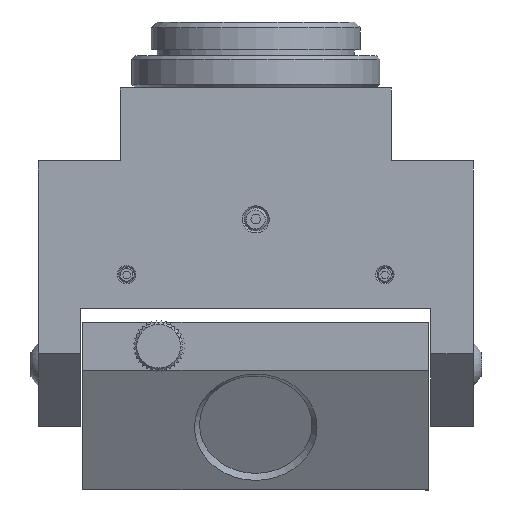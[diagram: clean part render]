
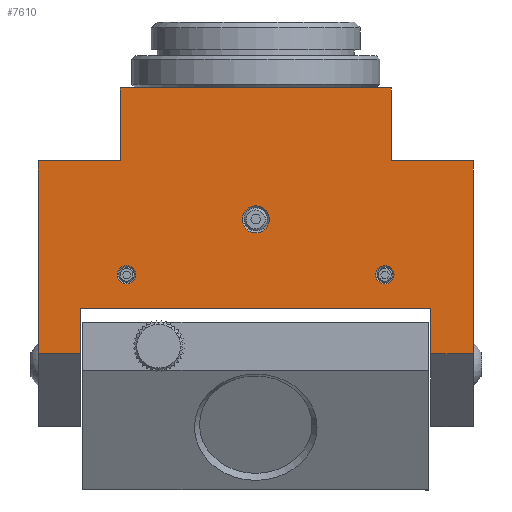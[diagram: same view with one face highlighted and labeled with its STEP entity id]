
A CAD part, front view. The second image highlights one B-rep face of the part: STEP entity #7610.
In plain terms, the highlighted planar face has unit normal (0, -1, 0).
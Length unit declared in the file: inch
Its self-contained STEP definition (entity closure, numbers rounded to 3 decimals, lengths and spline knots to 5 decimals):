
#4626=CARTESIAN_POINT('',(1.2,-0.97,1.243));
#4627=VERTEX_POINT('',#4626);
#4660=CARTESIAN_POINT('',(1.2,-0.97,0.934));
#4661=VERTEX_POINT('',#4660);
#4668=CARTESIAN_POINT('',(1.2,-0.97,1.243));
#4669=DIRECTION('',(0.0,0.0,-1.0));
#4670=VECTOR('',#4669,0.309);
#4671=LINE('',#4668,#4670);
#4672=EDGE_CURVE('',#4627,#4661,#4671,.T.);
#5203=CARTESIAN_POINT('',(1.49,-0.97,2.254));
#5204=VERTEX_POINT('',#5203);
#5211=CARTESIAN_POINT('',(1.49,-0.97,0.934));
#5212=VERTEX_POINT('',#5211);
#5213=CARTESIAN_POINT('',(1.49,-0.97,2.254));
#5214=DIRECTION('',(0.0,0.0,-1.0));
#5215=VECTOR('',#5214,1.32);
#5216=LINE('',#5213,#5215);
#5217=EDGE_CURVE('',#5204,#5212,#5216,.T.);
#5253=CARTESIAN_POINT('',(1.49,-0.97,0.934));
#5254=DIRECTION('',(-1.0,0.0,0.0));
#5255=VECTOR('',#5254,0.29);
#5256=LINE('',#5253,#5255);
#5257=EDGE_CURVE('',#5212,#4661,#5256,.T.);
#5819=CARTESIAN_POINT('',(-1.2,-0.97,1.243));
#5820=VERTEX_POINT('',#5819);
#5829=CARTESIAN_POINT('',(-1.2,-0.97,0.934));
#5830=VERTEX_POINT('',#5829);
#5831=CARTESIAN_POINT('',(-1.2,-0.97,1.243));
#5832=DIRECTION('',(0.0,0.0,-1.0));
#5833=VECTOR('',#5832,0.309);
#5834=LINE('',#5831,#5833);
#5835=EDGE_CURVE('',#5820,#5830,#5834,.T.);
#5906=CARTESIAN_POINT('',(-1.49,-0.97,0.934));
#5907=VERTEX_POINT('',#5906);
#5916=CARTESIAN_POINT('',(-1.49,-0.97,2.254));
#5917=VERTEX_POINT('',#5916);
#5918=CARTESIAN_POINT('',(-1.49,-0.97,0.934));
#5919=DIRECTION('',(0.0,0.0,1.0));
#5920=VECTOR('',#5919,1.32);
#5921=LINE('',#5918,#5920);
#5922=EDGE_CURVE('',#5907,#5917,#5921,.T.);
#5974=CARTESIAN_POINT('',(-1.2,-0.97,0.934));
#5975=DIRECTION('',(-1.0,0.0,0.0));
#5976=VECTOR('',#5975,0.29);
#5977=LINE('',#5974,#5976);
#5978=EDGE_CURVE('',#5830,#5907,#5977,.T.);
#6253=CARTESIAN_POINT('',(-0.928,-0.97,2.254));
#6254=VERTEX_POINT('',#6253);
#6255=CARTESIAN_POINT('',(-1.49,-0.97,2.254));
#6256=DIRECTION('',(1.0,0.0,0.0));
#6257=VECTOR('',#6256,0.562);
#6258=LINE('',#6255,#6257);
#6259=EDGE_CURVE('',#5917,#6254,#6258,.T.);
#6860=CARTESIAN_POINT('',(0.928,-0.97,2.754));
#6861=VERTEX_POINT('',#6860);
#6862=CARTESIAN_POINT('',(-0.928,-0.97,2.754));
#6863=VERTEX_POINT('',#6862);
#6864=CARTESIAN_POINT('',(0.928,-0.97,2.754));
#6865=DIRECTION('',(-1.0,0.0,0.0));
#6866=VECTOR('',#6865,1.856);
#6867=LINE('',#6864,#6866);
#6868=EDGE_CURVE('',#6861,#6863,#6867,.T.);
#7159=CARTESIAN_POINT('',(0.928,-0.97,2.254));
#7160=VERTEX_POINT('',#7159);
#7161=CARTESIAN_POINT('',(0.928,-0.97,2.254));
#7162=DIRECTION('',(0.0,0.0,1.0));
#7163=VECTOR('',#7162,0.5);
#7164=LINE('',#7161,#7163);
#7165=EDGE_CURVE('',#7160,#6861,#7164,.T.);
#7185=CARTESIAN_POINT('',(-0.928,-0.97,2.254));
#7186=DIRECTION('',(0.0,0.0,1.0));
#7187=VECTOR('',#7186,0.5);
#7188=LINE('',#7185,#7187);
#7189=EDGE_CURVE('',#6254,#6863,#7188,.T.);
#7199=CARTESIAN_POINT('',(0.928,-0.97,2.254));
#7200=DIRECTION('',(1.0,0.0,0.0));
#7201=VECTOR('',#7200,0.562);
#7202=LINE('',#7199,#7201);
#7203=EDGE_CURVE('',#7160,#5204,#7202,.T.);
#7496=CARTESIAN_POINT('',(-1.2,-0.97,1.243));
#7497=DIRECTION('',(1.0,0.0,0.0));
#7498=VECTOR('',#7497,2.4);
#7499=LINE('',#7496,#7498);
#7500=EDGE_CURVE('',#5820,#4627,#7499,.T.);
#7522=CARTESIAN_POINT('',(-0.0925,-0.97,1.854));
#7523=VERTEX_POINT('',#7522);
#7524=CARTESIAN_POINT('',(0.,-0.97,1.854));
#7525=DIRECTION('',(0.0,-1.0,0.0));
#7526=DIRECTION('',(1.0,0.0,0.0));
#7527=AXIS2_PLACEMENT_3D('',#7524,#7525,#7526);
#7528=CIRCLE('',#7527,0.0925);
#7529=EDGE_CURVE('',#7523,#7523,#7528,.T.);
#7562=CARTESIAN_POINT('',(0.8225,-0.97,1.474));
#7563=VERTEX_POINT('',#7562);
#7564=CARTESIAN_POINT('',(0.885,-0.97,1.474));
#7565=DIRECTION('',(0.0,-1.0,0.0));
#7566=DIRECTION('',(1.0,0.0,0.0));
#7567=AXIS2_PLACEMENT_3D('',#7564,#7565,#7566);
#7568=CIRCLE('',#7567,0.0625);
#7569=EDGE_CURVE('',#7563,#7563,#7568,.T.);
#7574=CARTESIAN_POINT('',(-1.49,-0.97,0.531));
#7575=DIRECTION('',(0.0,-1.0,0.0));
#7576=DIRECTION('',(0.0,0.0,-1.0));
#7577=AXIS2_PLACEMENT_3D('',#7574,#7575,#7576);
#7578=PLANE('',#7577);
#7579=ORIENTED_EDGE('',*,*,#7500,.T.);
#7580=ORIENTED_EDGE('',*,*,#4672,.T.);
#7581=ORIENTED_EDGE('',*,*,#5257,.F.);
#7582=ORIENTED_EDGE('',*,*,#5217,.F.);
#7583=ORIENTED_EDGE('',*,*,#7203,.F.);
#7584=ORIENTED_EDGE('',*,*,#7165,.T.);
#7585=ORIENTED_EDGE('',*,*,#6868,.T.);
#7586=ORIENTED_EDGE('',*,*,#7189,.F.);
#7587=ORIENTED_EDGE('',*,*,#6259,.F.);
#7588=ORIENTED_EDGE('',*,*,#5922,.F.);
#7589=ORIENTED_EDGE('',*,*,#5978,.F.);
#7590=ORIENTED_EDGE('',*,*,#5835,.F.);
#7591=EDGE_LOOP('',(#7579,#7580,#7581,#7582,#7583,#7584,#7585,#7586,#7587,#7588,#7589,#7590));
#7592=FACE_OUTER_BOUND('',#7591,.T.);
#7593=ORIENTED_EDGE('',*,*,#7569,.F.);
#7594=EDGE_LOOP('',(#7593));
#7595=FACE_BOUND('',#7594,.T.);
#7596=ORIENTED_EDGE('',*,*,#7529,.F.);
#7597=EDGE_LOOP('',(#7596));
#7598=FACE_BOUND('',#7597,.T.);
#7599=CARTESIAN_POINT('',(-0.9475,-0.97,1.474));
#7600=VERTEX_POINT('',#7599);
#7601=CARTESIAN_POINT('',(-0.885,-0.97,1.474));
#7602=DIRECTION('',(0.0,-1.0,0.0));
#7603=DIRECTION('',(1.0,0.0,0.0));
#7604=AXIS2_PLACEMENT_3D('',#7601,#7602,#7603);
#7605=CIRCLE('',#7604,0.0625);
#7606=EDGE_CURVE('',#7600,#7600,#7605,.T.);
#7607=ORIENTED_EDGE('',*,*,#7606,.F.);
#7608=EDGE_LOOP('',(#7607));
#7609=FACE_BOUND('',#7608,.T.);
#7610=ADVANCED_FACE('',(#7592,#7595,#7598,#7609),#7578,.T.);
